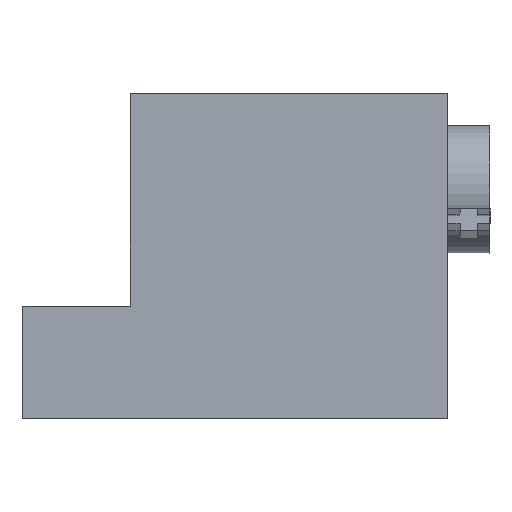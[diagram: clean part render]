
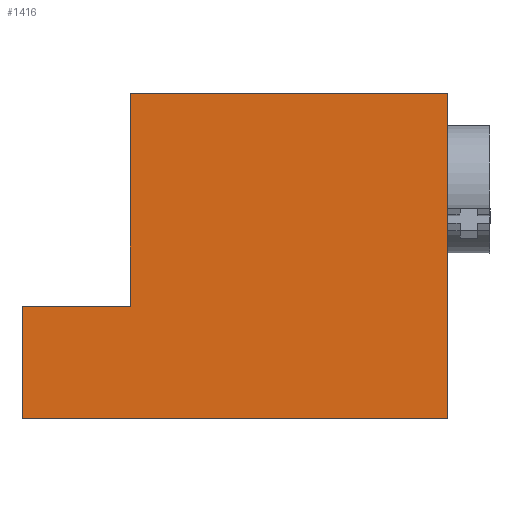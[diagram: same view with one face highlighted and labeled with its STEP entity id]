
A CAD part, left-side view. The second image highlights one B-rep face of the part: STEP entity #1416.
In plain terms, the highlighted planar face has unit normal (-1, 0, 0).
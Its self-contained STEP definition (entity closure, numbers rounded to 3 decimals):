
#84=FACE_OUTER_BOUND('',#163,.T.);
#163=EDGE_LOOP('',(#1156,#1157,#1158,#1159,#1160,#1161));
#192=LINE('',#1933,#375);
#292=LINE('',#2156,#475);
#294=LINE('',#2159,#477);
#307=LINE('',#2187,#490);
#318=LINE('',#2210,#501);
#319=LINE('',#2211,#502);
#375=VECTOR('',#1565,10.);
#475=VECTOR('',#1757,10.);
#477=VECTOR('',#1761,10.);
#490=VECTOR('',#1788,10.);
#501=VECTOR('',#1811,10.);
#502=VECTOR('',#1812,10.);
#578=VERTEX_POINT('',#1930);
#579=VERTEX_POINT('',#1932);
#654=VERTEX_POINT('',#2150);
#656=VERTEX_POINT('',#2154);
#664=VERTEX_POINT('',#2186);
#670=VERTEX_POINT('',#2209);
#710=EDGE_CURVE('',#578,#579,#192,.F.);
#821=EDGE_CURVE('',#654,#656,#292,.T.);
#823=EDGE_CURVE('',#656,#579,#294,.F.);
#836=EDGE_CURVE('',#654,#664,#307,.T.);
#848=EDGE_CURVE('',#578,#670,#318,.T.);
#849=EDGE_CURVE('',#664,#670,#319,.T.);
#1156=ORIENTED_EDGE('',*,*,#821,.T.);
#1157=ORIENTED_EDGE('',*,*,#823,.T.);
#1158=ORIENTED_EDGE('',*,*,#710,.F.);
#1159=ORIENTED_EDGE('',*,*,#848,.T.);
#1160=ORIENTED_EDGE('',*,*,#849,.F.);
#1161=ORIENTED_EDGE('',*,*,#836,.F.);
#1343=PLANE('',#1521);
#1416=ADVANCED_FACE('',(#84),#1343,.T.);
#1521=AXIS2_PLACEMENT_3D('',#2208,#1809,#1810);
#1565=DIRECTION('',(0.,-1.,0.));
#1757=DIRECTION('',(0.,1.,0.));
#1761=DIRECTION('',(0.,0.,1.));
#1788=DIRECTION('',(0.,0.,1.));
#1809=DIRECTION('center_axis',(-1.,0.,0.));
#1810=DIRECTION('ref_axis',(0.,-1.,0.));
#1811=DIRECTION('',(0.,0.,1.));
#1812=DIRECTION('',(0.,-1.,0.));
#1930=CARTESIAN_POINT('',(-11.1,-21.15,-18.2));
#1932=CARTESIAN_POINT('',(-11.1,28.85,-18.2));
#1933=CARTESIAN_POINT('',(-11.1,15.988,-18.2));
#2150=CARTESIAN_POINT('',(-11.1,16.15,-5.));
#2154=CARTESIAN_POINT('',(-11.1,28.85,-5.));
#2156=CARTESIAN_POINT('',(-11.1,15.,-5.));
#2159=CARTESIAN_POINT('',(-11.1,28.85,0.));
#2186=CARTESIAN_POINT('',(-11.1,16.15,20.));
#2187=CARTESIAN_POINT('',(-11.1,16.15,0.));
#2208=CARTESIAN_POINT('Origin',(-11.1,21.15,0.));
#2209=CARTESIAN_POINT('',(-11.1,-21.15,20.));
#2210=CARTESIAN_POINT('',(-11.1,-21.15,0.));
#2211=CARTESIAN_POINT('',(-11.1,21.15,20.));
